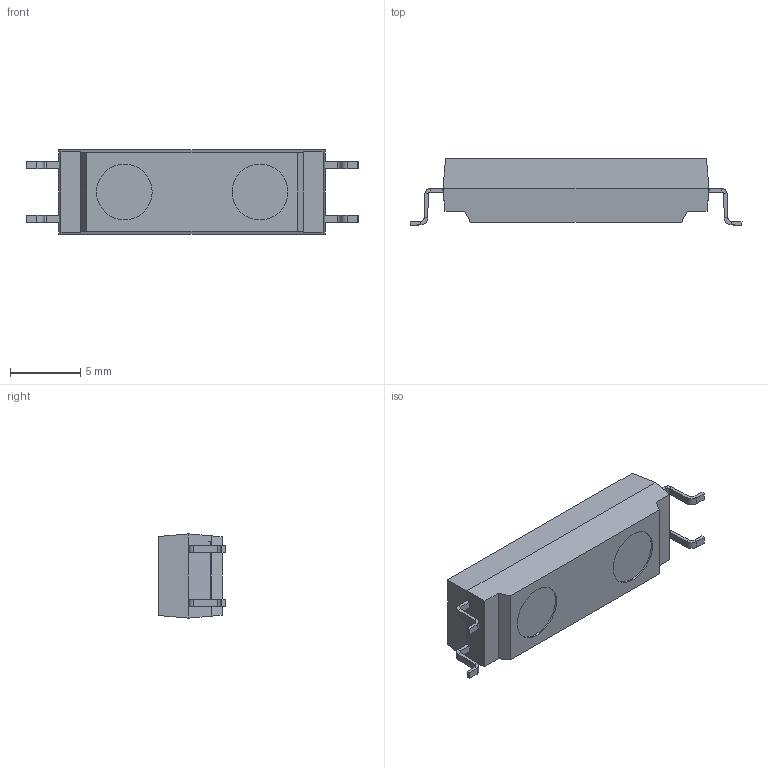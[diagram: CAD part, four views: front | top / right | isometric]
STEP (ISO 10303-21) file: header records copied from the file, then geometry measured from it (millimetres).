
FILE_DESCRIPTION((''),'2;1');
FILE_NAME('9201 - G (A).stp','2012-09-17T16:48:48',('odafonseca'),(''),'Autodesk Inventor 2011','Autodesk Inventor 2011','');
FILE_SCHEMA(('AUTOMOTIVE_DESIGN { 1 0 10303 214 1 1 1 1 }'));
Length unit declared in the file: inch
Products named in the file (1): 9201 - G (A)
Bounding box: 23.62 x 4.76 x 5.99 mm (x, y, z)
Volume: 308.8 mm3; surface area: 716.8 mm2
Topology: 1 solids, 2 shells, 372 faces, 935 edges, 598 vertices
Faces by surface type: plane 192, bspline 160, cylinder 20
Full cylindrical faces by diameter (mm): 1.27 x2, 3.962 x2
Entity records: 12180 total; most frequent: CARTESIAN_POINT 3982, ORIENTED_EDGE 1862, DIRECTION 1077, EDGE_CURVE 931, VERTEX_POINT 598, VECTOR 571, LINE 571, EDGE_LOOP 407
